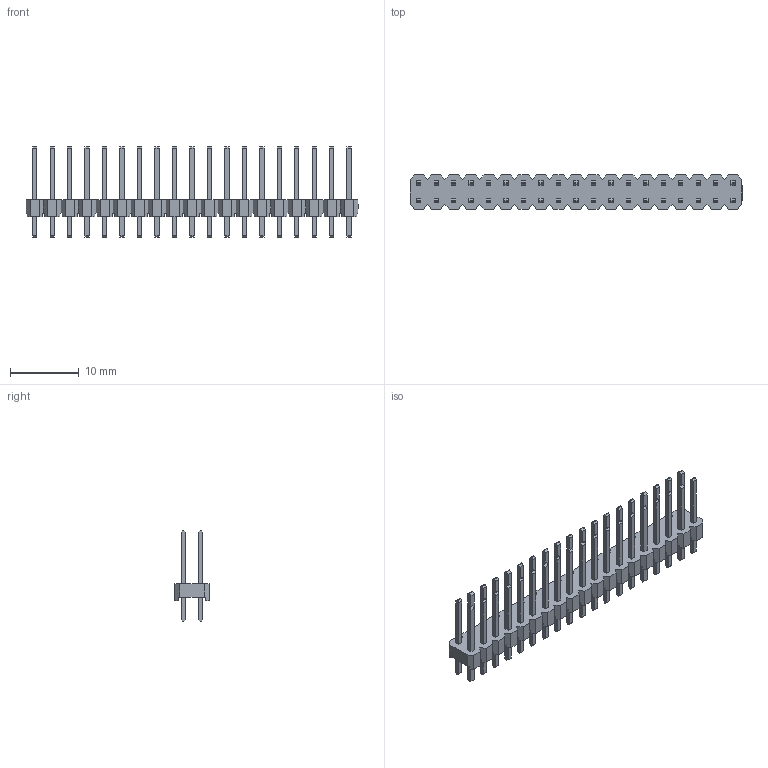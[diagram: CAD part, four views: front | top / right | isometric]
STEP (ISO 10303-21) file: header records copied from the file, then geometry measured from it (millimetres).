
FILE_DESCRIPTION(/* description */ ('Designed by EasyEDA Pro'),/* implementation_level */ '2;1');
FILE_NAME(/* name */ 'PZ_2.54_2X19P_LH.step',/* time_stamp */ '2025-03-27T14:42:00+08:00',/* author */ (''),/* organization */ (''),/* preprocessor_version */ 'ST-DEVELOPER v20.1',/* originating_system */ 'Autodesk Translation Framework v14.4.0.0',/* authorisation */ '');
FILE_SCHEMA (('AUTOMOTIVE_DESIGN { 1 0 10303 214 3 1 1 }'));
Length unit declared in the file: millimetre
Products named in the file (3): pLd5-PCBModel; pLd5-Board; pLd5-U1-HDR-TH_38P-P2.54-V-M-R2-C19-S2.54
Assembly tree (2 placements, depth 2):
  pLd5-PCBModel
    pLd5-Board
    pLd5-U1-HDR-TH_38P-P2.54-V-M-R2-C19-S2.54
Bounding box: 48.27 x 5 x 13.2 mm (x, y, z)
Volume: 638.8 mm3; surface area: 1865.2 mm2
Topology: 1 solids, 1 shells, 950 faces, 2559 edges, 1706 vertices
Faces by surface type: plane 852, bspline 98
Entity records: 30800 total; most frequent: CARTESIAN_POINT 6256, ORIENTED_EDGE 5118, DIRECTION 4249, EDGE_CURVE 2559, LINE 2363, VECTOR 2363, VERTEX_POINT 1706, EDGE_LOOP 1045
